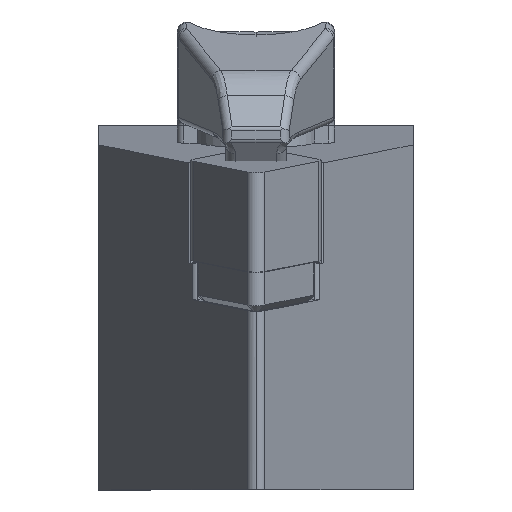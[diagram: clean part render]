
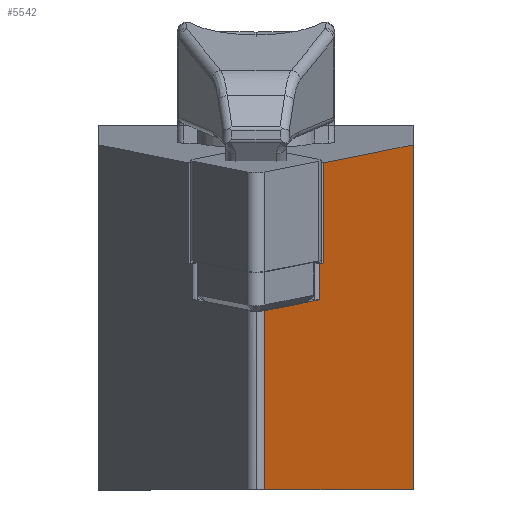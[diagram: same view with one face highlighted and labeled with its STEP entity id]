
A CAD part, left-side view. The second image highlights one B-rep face of the part: STEP entity #5542.
In plain terms, the highlighted planar face has unit normal (-0.459, -0.887, -0.048).
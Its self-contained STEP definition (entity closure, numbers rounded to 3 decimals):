
#17 = CARTESIAN_POINT ( 'NONE',  ( -126.138, -1.317, 1.629 ) ) ;
#204 = CARTESIAN_POINT ( 'NONE',  ( -148.745, -1.317, 216.715 ) ) ;
#266 = AXIS2_PLACEMENT_3D ( 'NONE', #633, #5650, #9259 ) ;
#311 = DIRECTION ( 'NONE',  ( 0.882, -0.462, 0.093 ) ) ;
#418 = CARTESIAN_POINT ( 'NONE',  ( -118.33, -5.951, 12.504 ) ) ;
#540 = VECTOR ( 'NONE', #2941, 1000. ) ;
#633 = CARTESIAN_POINT ( 'NONE',  ( -148.745, -1.317, 216.715 ) ) ;
#678 = LINE ( 'NONE', #4598, #2146 ) ;
#708 = VERTEX_POINT ( 'NONE', #10918 ) ;
#801 = LINE ( 'NONE', #17, #7265 ) ;
#882 = DIRECTION ( 'NONE',  ( 0.105, 0., -0.995 ) ) ;
#1144 = LINE ( 'NONE', #204, #10830 ) ;
#1200 = CARTESIAN_POINT ( 'NONE',  ( -129.02, -0.246, 9.37 ) ) ;
#1514 = ORIENTED_EDGE ( 'NONE', *, *, #5370, .T. ) ;
#1766 = LINE ( 'NONE', #1200, #7539 ) ;
#1773 = CARTESIAN_POINT ( 'NONE',  ( -128.48, 0.828, -15.5 ) ) ;
#1945 = DIRECTION ( 'NONE',  ( 0.105, 0., -0.995 ) ) ;
#2023 = CARTESIAN_POINT ( 'NONE',  ( -126.22, -13.107, 219.082 ) ) ;
#2146 = VECTOR ( 'NONE', #6183, 1000. ) ;
#2570 = EDGE_LOOP ( 'NONE', ( #4491, #6492, #6593, #10526, #10463, #1514, #9931, #10034 ) ) ;
#2817 = VERTEX_POINT ( 'NONE', #4432 ) ;
#2941 = DIRECTION ( 'NONE',  ( 0.105, 0., -0.995 ) ) ;
#3362 = VERTEX_POINT ( 'NONE', #3708 ) ;
#3389 = CARTESIAN_POINT ( 'NONE',  ( -119.333, -5.651, 16.54 ) ) ;
#3487 = DIRECTION ( 'NONE',  ( 0.888, -0.46, 0. ) ) ;
#3555 = FACE_OUTER_BOUND ( 'NONE', #2570, .T. ) ;
#3708 = CARTESIAN_POINT ( 'NONE',  ( -117.556, -5.651, -0.365 ) ) ;
#3728 = VECTOR ( 'NONE', #882, 1000. ) ;
#3763 = EDGE_CURVE ( 'NONE', #6273, #7818, #801, .T. ) ;
#3860 = CARTESIAN_POINT ( 'NONE',  ( -117.284, -5.951, 2.559 ) ) ;
#4432 = CARTESIAN_POINT ( 'NONE',  ( -101.564, -13.107, -15.5 ) ) ;
#4491 = ORIENTED_EDGE ( 'NONE', *, *, #7612, .F. ) ;
#4506 = EDGE_CURVE ( 'NONE', #6273, #3362, #10608, .T. ) ;
#4598 = CARTESIAN_POINT ( 'NONE',  ( -125.837, -1.317, -1.236 ) ) ;
#4815 = CARTESIAN_POINT ( 'NONE',  ( -125.837, -1.317, -1.236 ) ) ;
#4899 = VERTEX_POINT ( 'NONE', #11037 ) ;
#5370 = EDGE_CURVE ( 'NONE', #6746, #8483, #1144, .T. ) ;
#5542 = ADVANCED_FACE ( 'NONE', ( #3555 ), #9188, .F. ) ;
#5557 = VECTOR ( 'NONE', #3487, 1000. ) ;
#5650 = DIRECTION ( 'NONE',  ( 0.459, 0.887, 0.048 ) ) ;
#5990 = CARTESIAN_POINT ( 'NONE',  ( -124.338, -1.317, -15.5 ) ) ;
#6183 = DIRECTION ( 'NONE',  ( 0.882, -0.462, 0.093 ) ) ;
#6273 = VERTEX_POINT ( 'NONE', #8533 ) ;
#6408 = EDGE_CURVE ( 'NONE', #4899, #2817, #8765, .T. ) ;
#6492 = ORIENTED_EDGE ( 'NONE', *, *, #9763, .T. ) ;
#6593 = ORIENTED_EDGE ( 'NONE', *, *, #3763, .F. ) ;
#6746 = VERTEX_POINT ( 'NONE', #4815 ) ;
#7265 = VECTOR ( 'NONE', #8489, 1000. ) ;
#7346 = LINE ( 'NONE', #1773, #5557 ) ;
#7539 = VECTOR ( 'NONE', #311, 1000. ) ;
#7597 = EDGE_CURVE ( 'NONE', #6746, #3362, #678, .T. ) ;
#7612 = EDGE_CURVE ( 'NONE', #708, #4899, #1766, .T. ) ;
#7818 = VERTEX_POINT ( 'NONE', #3860 ) ;
#8044 = DIRECTION ( 'NONE',  ( 0.105, 0., -0.995 ) ) ;
#8483 = VERTEX_POINT ( 'NONE', #5990 ) ;
#8489 = DIRECTION ( 'NONE',  ( 0.882, -0.462, 0.093 ) ) ;
#8533 = CARTESIAN_POINT ( 'NONE',  ( -117.857, -5.651, 2.499 ) ) ;
#8765 = LINE ( 'NONE', #2023, #9983 ) ;
#9126 = EDGE_CURVE ( 'NONE', #8483, #2817, #7346, .T. ) ;
#9188 = PLANE ( 'NONE',  #266 ) ;
#9259 = DIRECTION ( 'NONE',  ( -0.888, 0.46, 0. ) ) ;
#9295 = LINE ( 'NONE', #418, #540 ) ;
#9763 = EDGE_CURVE ( 'NONE', #708, #7818, #9295, .T. ) ;
#9931 = ORIENTED_EDGE ( 'NONE', *, *, #9126, .T. ) ;
#9983 = VECTOR ( 'NONE', #8044, 1000. ) ;
#10034 = ORIENTED_EDGE ( 'NONE', *, *, #6408, .F. ) ;
#10463 = ORIENTED_EDGE ( 'NONE', *, *, #7597, .F. ) ;
#10526 = ORIENTED_EDGE ( 'NONE', *, *, #4506, .T. ) ;
#10608 = LINE ( 'NONE', #3389, #3728 ) ;
#10830 = VECTOR ( 'NONE', #1945, 1000. ) ;
#10918 = CARTESIAN_POINT ( 'NONE',  ( -118.121, -5.951, 10.515 ) ) ;
#11037 = CARTESIAN_POINT ( 'NONE',  ( -104.449, -13.107, 11.952 ) ) ;
